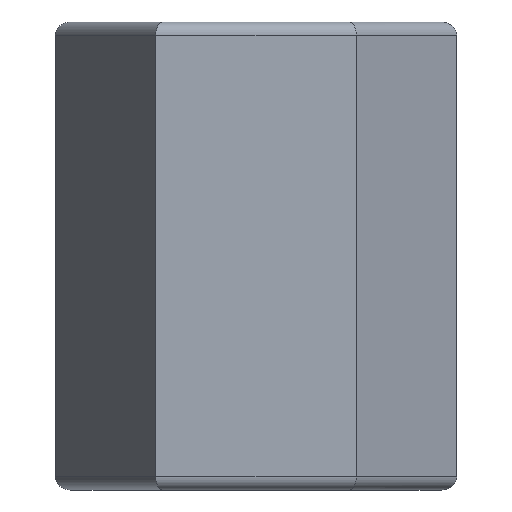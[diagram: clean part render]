
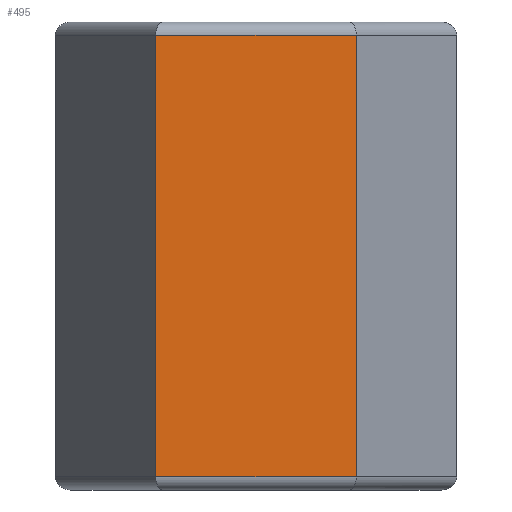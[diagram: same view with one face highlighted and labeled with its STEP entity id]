
A CAD part, front view. The second image highlights one B-rep face of the part: STEP entity #495.
In plain terms, the highlighted planar face has unit normal (0, -1, 0).
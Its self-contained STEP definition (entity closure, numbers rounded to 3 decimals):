
#10 = CARTESIAN_POINT ( 'NONE',  ( -1.5, -2.598, 0.2 ) ) ;
#74 = VERTEX_POINT ( 'NONE', #489 ) ;
#116 = CARTESIAN_POINT ( 'NONE',  ( 1.5, -2.598, 0.2 ) ) ;
#119 = VECTOR ( 'NONE', #345, 1000. ) ;
#175 = EDGE_CURVE ( 'NONE', #649, #74, #306, .T. ) ;
#209 = DIRECTION ( 'NONE',  ( -1., 0., 0. ) ) ;
#233 = DIRECTION ( 'NONE',  ( 0., 0., -1. ) ) ;
#234 = VECTOR ( 'NONE', #209, 1000. ) ;
#240 = EDGE_CURVE ( 'NONE', #349, #377, #348, .T. ) ;
#250 = DIRECTION ( 'NONE',  ( 0., 1., 0. ) ) ;
#266 = VECTOR ( 'NONE', #233, 1000. ) ;
#278 = ORIENTED_EDGE ( 'NONE', *, *, #175, .T. ) ;
#283 = CARTESIAN_POINT ( 'NONE',  ( 1.5, -2.598, 7. ) ) ;
#286 = EDGE_CURVE ( 'NONE', #649, #377, #491, .T. ) ;
#287 = CARTESIAN_POINT ( 'NONE',  ( -1.5, -2.598, 0.2 ) ) ;
#306 = LINE ( 'NONE', #386, #234 ) ;
#345 = DIRECTION ( 'NONE',  ( 0., 0., -1. ) ) ;
#348 = LINE ( 'NONE', #287, #740 ) ;
#349 = VERTEX_POINT ( 'NONE', #10 ) ;
#354 = EDGE_CURVE ( 'NONE', #74, #349, #581, .T. ) ;
#375 = EDGE_LOOP ( 'NONE', ( #656, #278, #440, #607 ) ) ;
#377 = VERTEX_POINT ( 'NONE', #116 ) ;
#386 = CARTESIAN_POINT ( 'NONE',  ( -1.5, -2.598, 6.8 ) ) ;
#396 = CARTESIAN_POINT ( 'NONE',  ( 1.5, -2.598, 6.8 ) ) ;
#421 = FACE_OUTER_BOUND ( 'NONE', #375, .T. ) ;
#440 = ORIENTED_EDGE ( 'NONE', *, *, #354, .T. ) ;
#489 = CARTESIAN_POINT ( 'NONE',  ( -1.5, -2.598, 6.8 ) ) ;
#491 = LINE ( 'NONE', #283, #266 ) ;
#495 = ADVANCED_FACE ( 'NONE', ( #421 ), #725, .F. ) ;
#549 = AXIS2_PLACEMENT_3D ( 'NONE', #608, #250, #654 ) ;
#581 = LINE ( 'NONE', #737, #119 ) ;
#607 = ORIENTED_EDGE ( 'NONE', *, *, #240, .T. ) ;
#608 = CARTESIAN_POINT ( 'NONE',  ( -1.5, -2.598, 7. ) ) ;
#625 = DIRECTION ( 'NONE',  ( 1., 0., 0. ) ) ;
#649 = VERTEX_POINT ( 'NONE', #396 ) ;
#654 = DIRECTION ( 'NONE',  ( -1., 0., 0. ) ) ;
#656 = ORIENTED_EDGE ( 'NONE', *, *, #286, .F. ) ;
#725 = PLANE ( 'NONE',  #549 ) ;
#737 = CARTESIAN_POINT ( 'NONE',  ( -1.5, -2.598, 7. ) ) ;
#740 = VECTOR ( 'NONE', #625, 1000. ) ;
